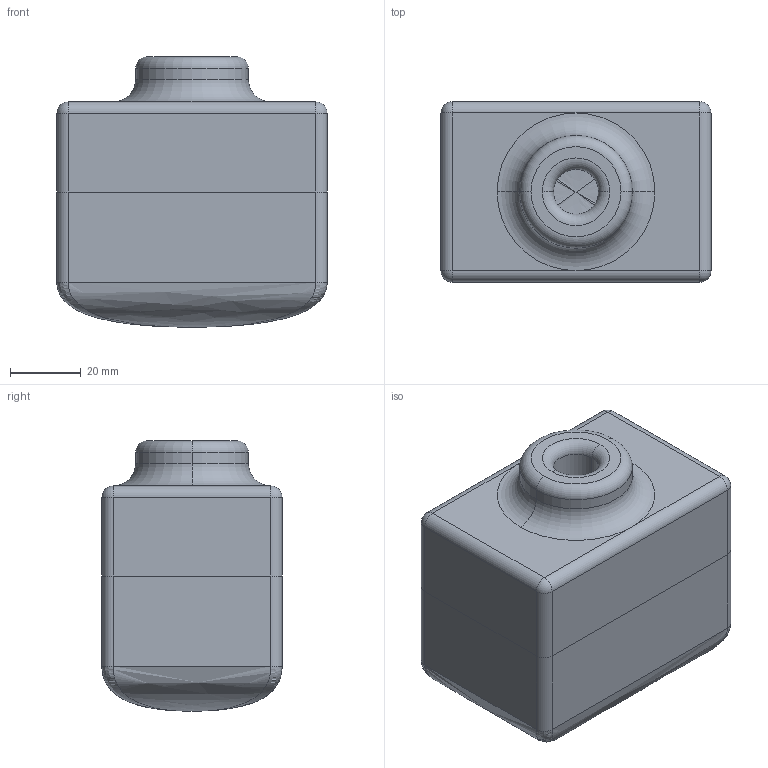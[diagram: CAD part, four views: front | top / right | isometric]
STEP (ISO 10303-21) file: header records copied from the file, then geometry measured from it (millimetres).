
FILE_DESCRIPTION (( 'STEP AP203' ), '1' );
FILE_NAME ('E10.STEP', '2026-01-05T21:57:27', ( '' ), ( '' ), 'SwSTEP 2.0', 'SolidWorks 2026', '' );
FILE_SCHEMA (( 'CONFIG_CONTROL_DESIGN' ));
Length unit declared in the file: inch
Products named in the file (3): Part2^E9B_Défaut; E9 FRONT^E9B_Défaut; E10
Assembly tree (2 placements, depth 2):
  E10
    E9 FRONT^E9B_Défaut
    Part2^E9B_Défaut
Bounding box: 76.2 x 50.8 x 76.2 mm (x, y, z)
Volume: 45324.8 mm3; surface area: 49424.3 mm2
Topology: 2 solids, 2 shells, 114 faces, 264 edges, 138 vertices
Faces by surface type: cylinder 40, plane 38, bspline 16, torus 12, sphere 8
Entity records: 5171 total; most frequent: CARTESIAN_POINT 2433, DIRECTION 538, ORIENTED_EDGE 480, EDGE_CURVE 240, AXIS2_PLACEMENT_3D 211, VERTEX_POINT 138, EDGE_LOOP 124, LINE 116
